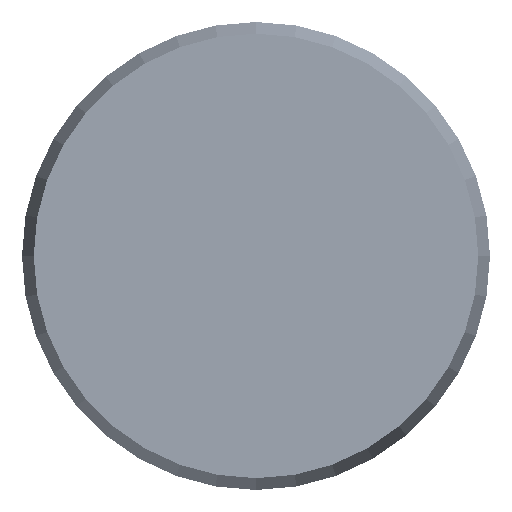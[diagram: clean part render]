
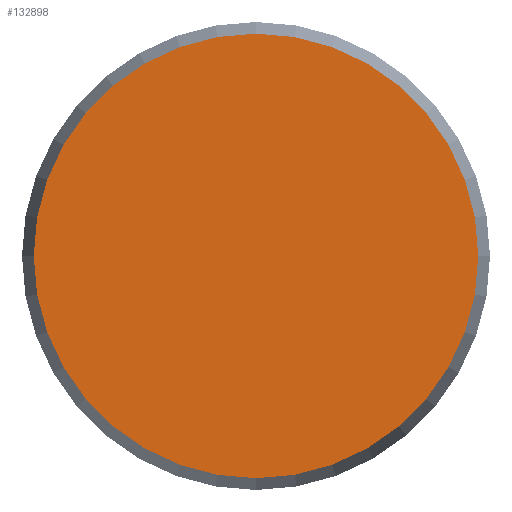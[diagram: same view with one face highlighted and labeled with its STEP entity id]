
A CAD part, top view. The second image highlights one B-rep face of the part: STEP entity #132898.
In plain terms, the highlighted planar face has unit normal (0, 0, 1).
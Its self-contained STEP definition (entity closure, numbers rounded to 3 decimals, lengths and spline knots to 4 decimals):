
#1635 = DIRECTION ( 'NONE',  ( 0., 0., 1. ) ) ;
#5443 = DIRECTION ( 'NONE',  ( 1., 0., 0. ) ) ;
#10062 = DIRECTION ( 'NONE',  ( 0., 0., 1. ) ) ;
#15835 = CARTESIAN_POINT ( 'NONE',  ( 0.7595, 0., 0. ) ) ;
#16203 = AXIS2_PLACEMENT_3D ( 'NONE', #58686, #1635, #130911 ) ;
#21347 = DIRECTION ( 'NONE',  ( 1., 0., 0. ) ) ;
#24182 = EDGE_CURVE ( 'NONE', #124292, #76337, #92521, .T. ) ;
#41340 = DIRECTION ( 'NONE',  ( 0., 0., 1. ) ) ;
#43713 = EDGE_CURVE ( 'NONE', #76337, #124292, #46209, .T. ) ;
#45693 = EDGE_LOOP ( 'NONE', ( #133706, #107194 ) ) ;
#46209 = CIRCLE ( 'NONE', #16203, 0.7595 ) ;
#58686 = CARTESIAN_POINT ( 'NONE',  ( 0., 0., 0. ) ) ;
#64961 = CARTESIAN_POINT ( 'NONE',  ( 0., 0., 0. ) ) ;
#75953 = AXIS2_PLACEMENT_3D ( 'NONE', #91159, #10062, #21347 ) ;
#76337 = VERTEX_POINT ( 'NONE', #15835 ) ;
#89778 = CARTESIAN_POINT ( 'NONE',  ( -0.7595, 0., 0. ) ) ;
#91159 = CARTESIAN_POINT ( 'NONE',  ( 0.164, 0., 0. ) ) ;
#92521 = CIRCLE ( 'NONE', #119385, 0.7595 ) ;
#92731 = PLANE ( 'NONE',  #75953 ) ;
#106807 = FACE_OUTER_BOUND ( 'NONE', #45693, .T. ) ;
#107194 = ORIENTED_EDGE ( 'NONE', *, *, #43713, .T. ) ;
#119385 = AXIS2_PLACEMENT_3D ( 'NONE', #64961, #41340, #5443 ) ;
#124292 = VERTEX_POINT ( 'NONE', #89778 ) ;
#130911 = DIRECTION ( 'NONE',  ( 1., 0., 0. ) ) ;
#132898 = ADVANCED_FACE ( 'NONE', ( #106807 ), #92731, .T. ) ;
#133706 = ORIENTED_EDGE ( 'NONE', *, *, #24182, .T. ) ;
